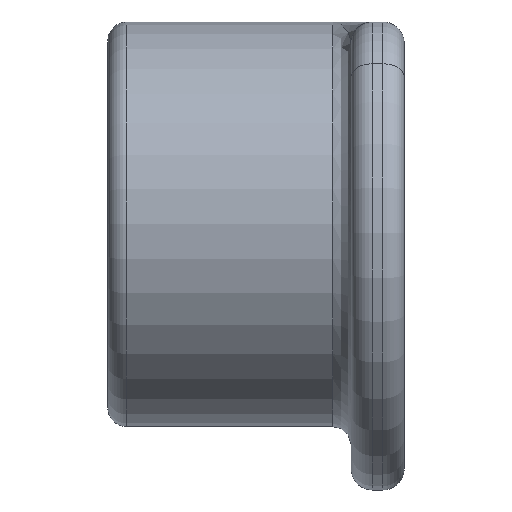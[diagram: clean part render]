
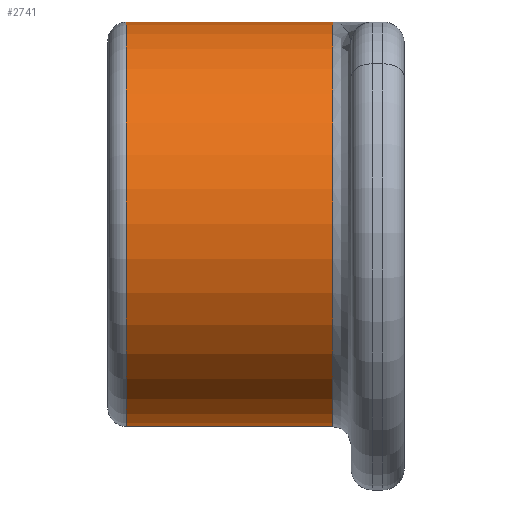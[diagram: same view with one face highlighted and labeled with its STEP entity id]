
A CAD part, top view. The second image highlights one B-rep face of the part: STEP entity #2741.
In plain terms, the highlighted cylindrical face has radius 9.555 mm (diameter 19.11 mm), a full revolution.
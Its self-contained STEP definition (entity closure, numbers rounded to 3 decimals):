
#31=CYLINDRICAL_SURFACE('',#2850,9.555);
#52=CIRCLE('',#2831,9.555);
#61=CIRCLE('',#2849,9.555);
#81=FACE_BOUND('',#466,.T.);
#303=FACE_OUTER_BOUND('',#465,.T.);
#465=EDGE_LOOP('',(#2379));
#466=EDGE_LOOP('',(#2380));
#1245=VERTEX_POINT('',#5161);
#1262=VERTEX_POINT('',#5298);
#1628=EDGE_CURVE('',#1245,#1245,#52,.T.);
#1639=EDGE_CURVE('',#1262,#1262,#61,.T.);
#2379=ORIENTED_EDGE('',*,*,#1628,.F.);
#2380=ORIENTED_EDGE('',*,*,#1639,.T.);
#2741=ADVANCED_FACE('',(#303,#81),#31,.T.);
#2831=AXIS2_PLACEMENT_3D('',#5275,#3205,#3206);
#2849=AXIS2_PLACEMENT_3D('',#5299,#3243,#3244);
#2850=AXIS2_PLACEMENT_3D('',#5300,#3245,#3246);
#3205=DIRECTION('center_axis',(1.,0.,0.));
#3206=DIRECTION('ref_axis',(0.,0.,-1.));
#3243=DIRECTION('center_axis',(1.,0.,0.));
#3244=DIRECTION('ref_axis',(0.,0.,-1.));
#3245=DIRECTION('center_axis',(1.,0.,0.));
#3246=DIRECTION('ref_axis',(0.,1.,0.));
#5161=CARTESIAN_POINT('',(-3.38,9.555,0.));
#5275=CARTESIAN_POINT('Origin',(-3.38,0.,0.));
#5298=CARTESIAN_POINT('',(-13.12,9.555,0.));
#5299=CARTESIAN_POINT('Origin',(-13.12,0.,0.));
#5300=CARTESIAN_POINT('Origin',(-8.25,0.,0.));
